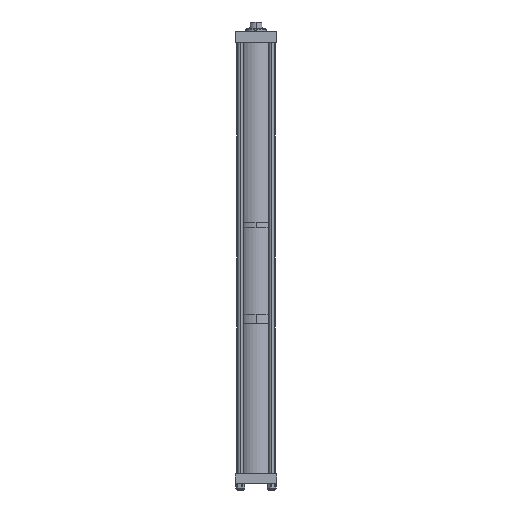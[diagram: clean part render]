
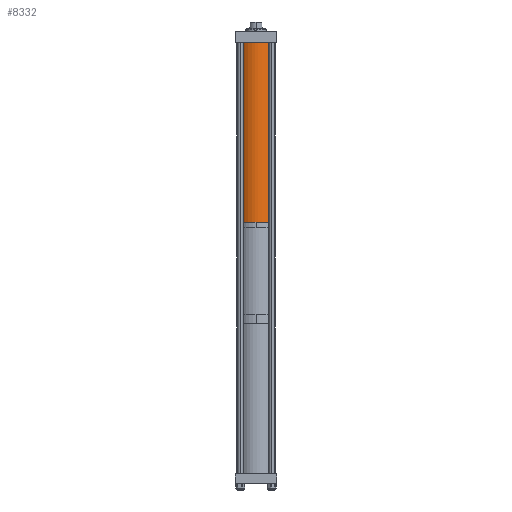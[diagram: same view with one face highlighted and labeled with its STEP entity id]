
A CAD part, left-side view. The second image highlights one B-rep face of the part: STEP entity #8332.
In plain terms, the highlighted cylindrical face has radius 88.9 mm (diameter 177.8 mm), a partial arc.
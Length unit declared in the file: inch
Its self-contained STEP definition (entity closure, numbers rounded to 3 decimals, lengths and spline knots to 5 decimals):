
#1101 = LINE ( 'NONE', #4118, #2960 ) ;
#1258 = DIRECTION ( 'NONE',  ( -1., 0., 0. ) ) ;
#1474 = ORIENTED_EDGE ( 'NONE', *, *, #3008, .F. ) ;
#1996 = DIRECTION ( 'NONE',  ( 0., 0., -1. ) ) ;
#2661 = AXIS2_PLACEMENT_3D ( 'NONE', #6097, #1996, #1258 ) ;
#2719 = DIRECTION ( 'NONE',  ( 0., 0., 1. ) ) ;
#2960 = VECTOR ( 'NONE', #8971, 39.37008 ) ;
#3008 = EDGE_CURVE ( 'NONE', #7580, #4204, #9507, .T. ) ;
#3042 = DIRECTION ( 'NONE',  ( 1., 0., 0. ) ) ;
#3199 = AXIS2_PLACEMENT_3D ( 'NONE', #3467, #2719, #5893 ) ;
#3467 = CARTESIAN_POINT ( 'NONE',  ( 0., 0., 0. ) ) ;
#3749 = CARTESIAN_POINT ( 'NONE',  ( -3.5, 0., 32.61 ) ) ;
#3975 = FACE_OUTER_BOUND ( 'NONE', #7327, .T. ) ;
#4108 = CYLINDRICAL_SURFACE ( 'NONE', #2661, 3.5 ) ;
#4118 = CARTESIAN_POINT ( 'NONE',  ( -3.5, 0., 32.61 ) ) ;
#4204 = VERTEX_POINT ( 'NONE', #9023 ) ;
#5436 = DIRECTION ( 'NONE',  ( 0., 0., 1. ) ) ;
#5562 = CARTESIAN_POINT ( 'NONE',  ( 3.5, 0., 32.61 ) ) ;
#5893 = DIRECTION ( 'NONE',  ( 1., 0., 0. ) ) ;
#6097 = CARTESIAN_POINT ( 'NONE',  ( 0., 0., 32.61 ) ) ;
#6468 = VERTEX_POINT ( 'NONE', #8371 ) ;
#6492 = DIRECTION ( 'NONE',  ( 0., 0., -1. ) ) ;
#7210 = EDGE_CURVE ( 'NONE', #7620, #6468, #1101, .T. ) ;
#7230 = CIRCLE ( 'NONE', #3199, 3.5 ) ;
#7235 = CARTESIAN_POINT ( 'NONE',  ( 3.5, 0., 32.61 ) ) ;
#7298 = EDGE_CURVE ( 'NONE', #6468, #4204, #7230, .T. ) ;
#7327 = EDGE_LOOP ( 'NONE', ( #1474, #8103, #9251, #8924 ) ) ;
#7580 = VERTEX_POINT ( 'NONE', #5562 ) ;
#7620 = VERTEX_POINT ( 'NONE', #3749 ) ;
#7749 = EDGE_CURVE ( 'NONE', #7620, #7580, #8815, .T. ) ;
#7894 = VECTOR ( 'NONE', #6492, 39.37008 ) ;
#8103 = ORIENTED_EDGE ( 'NONE', *, *, #7749, .F. ) ;
#8332 = ADVANCED_FACE ( 'NONE', ( #3975 ), #4108, .T. ) ;
#8371 = CARTESIAN_POINT ( 'NONE',  ( -3.5, 0., 0. ) ) ;
#8454 = CARTESIAN_POINT ( 'NONE',  ( 0., 0., 32.61 ) ) ;
#8526 = AXIS2_PLACEMENT_3D ( 'NONE', #8454, #5436, #3042 ) ;
#8815 = CIRCLE ( 'NONE', #8526, 3.5 ) ;
#8924 = ORIENTED_EDGE ( 'NONE', *, *, #7298, .T. ) ;
#8971 = DIRECTION ( 'NONE',  ( 0., 0., -1. ) ) ;
#9023 = CARTESIAN_POINT ( 'NONE',  ( 3.5, 0., 0. ) ) ;
#9251 = ORIENTED_EDGE ( 'NONE', *, *, #7210, .T. ) ;
#9507 = LINE ( 'NONE', #7235, #7894 ) ;
